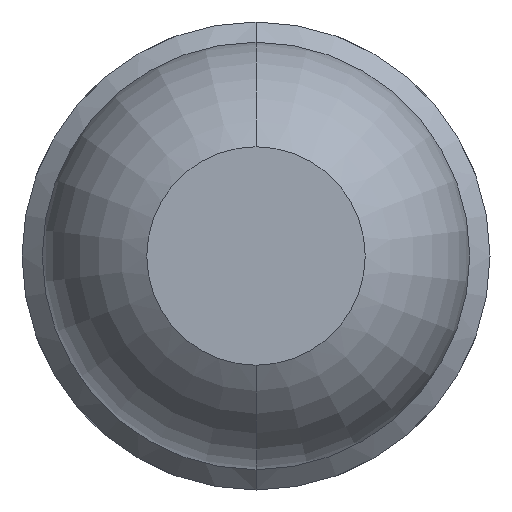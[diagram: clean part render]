
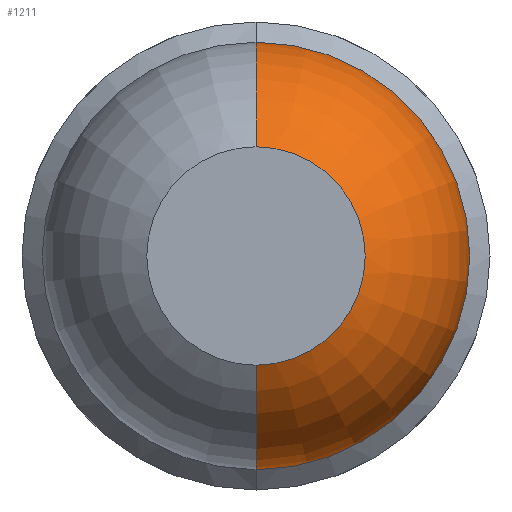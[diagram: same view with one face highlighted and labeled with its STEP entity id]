
A CAD part, front view. The second image highlights one B-rep face of the part: STEP entity #1211.
In plain terms, the highlighted toroidal (fillet/blend) face has major radius 0.035 mm and minor radius 0.65 mm.
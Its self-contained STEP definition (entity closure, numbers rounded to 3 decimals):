
#117 = ORIENTED_EDGE ( 'NONE', *, *, #3843, .T. ) ;
#210 = CARTESIAN_POINT ( 'NONE',  ( 0., -24.431, 0. ) ) ;
#384 = DIRECTION ( 'NONE',  ( 0., 0., 1. ) ) ;
#470 = CARTESIAN_POINT ( 'NONE',  ( 0., -25., 0. ) ) ;
#539 = ORIENTED_EDGE ( 'NONE', *, *, #852, .T. ) ;
#549 = CARTESIAN_POINT ( 'NONE',  ( 0., -25., 0.35 ) ) ;
#712 = CARTESIAN_POINT ( 'NONE',  ( 0., -24.431, -0.035 ) ) ;
#852 = EDGE_CURVE ( 'Defeature ausgef�hrt2_4+Defeature ausgef�hrt2_5+Defeature ausgef�hrt2_5+Defeature ausgef�hrt2_5', #2358, #2784, #2544, .T. ) ;
#885 = AXIS2_PLACEMENT_3D ( 'NONE', #210, #3762, #1640 ) ;
#973 = CARTESIAN_POINT ( 'NONE',  ( 0., -24.431, 0. ) ) ;
#1211 = ADVANCED_FACE ( 'Defeature ausgef�hrt2_4', ( #2164 ), #2996, .T. ) ;
#1308 = DIRECTION ( 'NONE',  ( 0., 0., -1. ) ) ;
#1329 = VERTEX_POINT ( 'NONE', #4197 ) ;
#1422 = AXIS2_PLACEMENT_3D ( 'NONE', #973, #4106, #2355 ) ;
#1495 = ORIENTED_EDGE ( 'NONE', *, *, #3819, .F. ) ;
#1592 = EDGE_CURVE ( 'Defeature ausgef�hrt2_26+Defeature ausgef�hrt2_4+Defeature ausgef�hrt2_4+Defeature ausgef�hrt2_4', #1329, #4496, #2990, .T. ) ;
#1639 = CARTESIAN_POINT ( 'NONE',  ( 0., -24.431, -0.685 ) ) ;
#1640 = DIRECTION ( 'NONE',  ( 0., 0., -1. ) ) ;
#1790 = CARTESIAN_POINT ( 'NONE',  ( 0., -24.431, 0.035 ) ) ;
#1862 = CARTESIAN_POINT ( 'NONE',  ( 0., -24.431, 0.685 ) ) ;
#1866 = AXIS2_PLACEMENT_3D ( 'NONE', #1790, #3927, #3229 ) ;
#1890 = EDGE_LOOP ( 'NONE', ( #539, #117, #2595, #1495 ) ) ;
#2164 = FACE_OUTER_BOUND ( 'NONE', #1890, .T. ) ;
#2257 = AXIS2_PLACEMENT_3D ( 'NONE', #712, #3198, #384 ) ;
#2355 = DIRECTION ( 'NONE',  ( 0., 0., -1. ) ) ;
#2358 = VERTEX_POINT ( 'NONE', #1639 ) ;
#2544 = CIRCLE ( 'NONE', #1422, 0.685 ) ;
#2595 = ORIENTED_EDGE ( 'NONE', *, *, #1592, .F. ) ;
#2764 = CIRCLE ( 'NONE', #1866, 0.65 ) ;
#2784 = VERTEX_POINT ( 'NONE', #1862 ) ;
#2990 = CIRCLE ( 'NONE', #3466, 0.35 ) ;
#2996 = TOROIDAL_SURFACE ( 'NONE', #885, 0.035, 0.65 ) ;
#3066 = DIRECTION ( 'NONE',  ( 0., -1., 0. ) ) ;
#3198 = DIRECTION ( 'NONE',  ( -1., 0., 0. ) ) ;
#3229 = DIRECTION ( 'NONE',  ( 0., 0., -1. ) ) ;
#3466 = AXIS2_PLACEMENT_3D ( 'NONE', #470, #3066, #1308 ) ;
#3762 = DIRECTION ( 'NONE',  ( 0., -1., 0. ) ) ;
#3819 = EDGE_CURVE ( 'NONE', #2358, #1329, #4146, .T. ) ;
#3843 = EDGE_CURVE ( 'NONE', #2784, #4496, #2764, .T. ) ;
#3927 = DIRECTION ( 'NONE',  ( 1., 0., 0. ) ) ;
#4106 = DIRECTION ( 'NONE',  ( 0., -1., 0. ) ) ;
#4146 = CIRCLE ( 'NONE', #2257, 0.65 ) ;
#4197 = CARTESIAN_POINT ( 'NONE',  ( 0., -25., -0.35 ) ) ;
#4496 = VERTEX_POINT ( 'NONE', #549 ) ;
